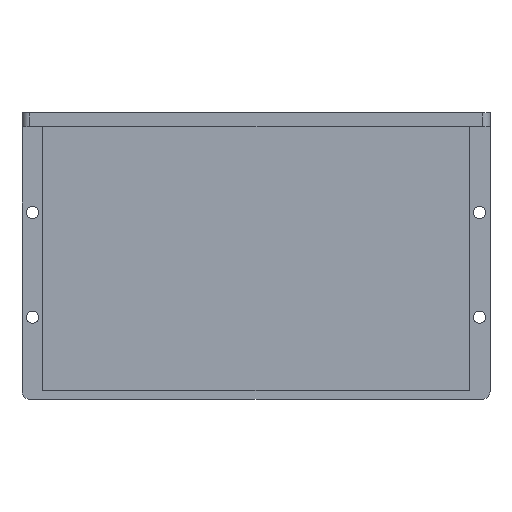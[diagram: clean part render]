
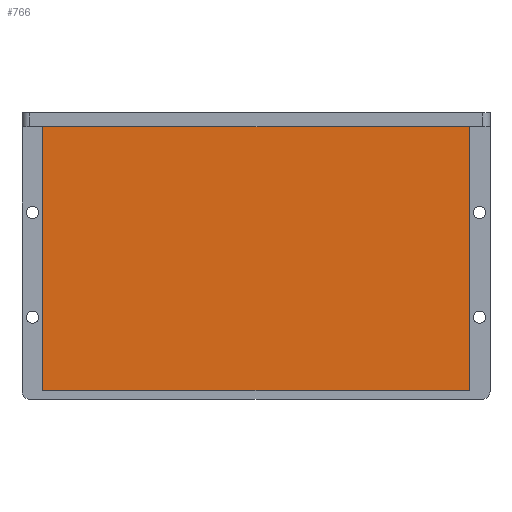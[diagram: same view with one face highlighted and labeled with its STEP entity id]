
A CAD part, top view. The second image highlights one B-rep face of the part: STEP entity #766.
In plain terms, the highlighted planar face has unit normal (0, 0, 1).
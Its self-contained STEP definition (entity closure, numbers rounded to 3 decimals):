
#225 = VERTEX_POINT('',#226);
#226 = CARTESIAN_POINT('',(14.,-4.,-132.5));
#232 = EDGE_CURVE('',#233,#225,#235,.T.);
#233 = VERTEX_POINT('',#234);
#234 = CARTESIAN_POINT('',(136.,-4.,-132.5));
#235 = LINE('',#236,#237);
#236 = CARTESIAN_POINT('',(136.,-4.,-132.5));
#237 = VECTOR('',#238,1.);
#238 = DIRECTION('',(-1.,0.,0.));
#747 = VERTEX_POINT('',#748);
#748 = CARTESIAN_POINT('',(136.,-79.5,-132.5));
#754 = EDGE_CURVE('',#747,#233,#755,.T.);
#755 = LINE('',#756,#757);
#756 = CARTESIAN_POINT('',(136.,-79.5,-132.5));
#757 = VECTOR('',#758,1.);
#758 = DIRECTION('',(0.,1.,0.));
#766 = ADVANCED_FACE('',(#767),#785,.F.);
#767 = FACE_BOUND('',#768,.T.);
#768 = EDGE_LOOP('',(#769,#777,#783,#784));
#769 = ORIENTED_EDGE('',*,*,#770,.T.);
#770 = EDGE_CURVE('',#225,#771,#773,.T.);
#771 = VERTEX_POINT('',#772);
#772 = CARTESIAN_POINT('',(14.,-79.5,-132.5));
#773 = LINE('',#774,#775);
#774 = CARTESIAN_POINT('',(14.,-4.,-132.5));
#775 = VECTOR('',#776,1.);
#776 = DIRECTION('',(0.,-1.,0.));
#777 = ORIENTED_EDGE('',*,*,#778,.F.);
#778 = EDGE_CURVE('',#747,#771,#779,.T.);
#779 = LINE('',#780,#781);
#780 = CARTESIAN_POINT('',(136.,-79.5,-132.5));
#781 = VECTOR('',#782,1.);
#782 = DIRECTION('',(-1.,0.,0.));
#783 = ORIENTED_EDGE('',*,*,#754,.T.);
#784 = ORIENTED_EDGE('',*,*,#232,.T.);
#785 = PLANE('',#786);
#786 = AXIS2_PLACEMENT_3D('',#787,#788,#789);
#787 = CARTESIAN_POINT('',(75.,-41.75,-132.5));
#788 = DIRECTION('',(0.,0.,-1.));
#789 = DIRECTION('',(0.,-1.,0.));
